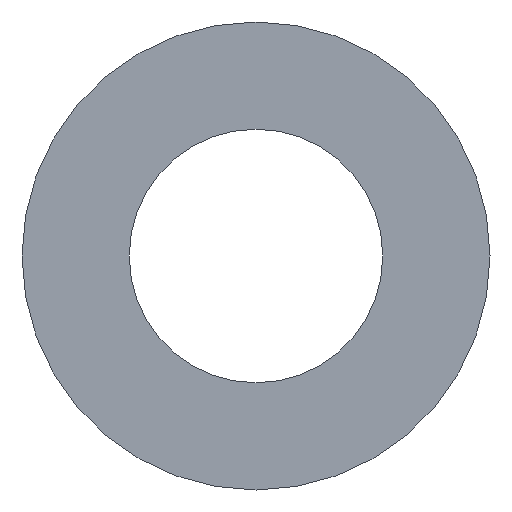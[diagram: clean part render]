
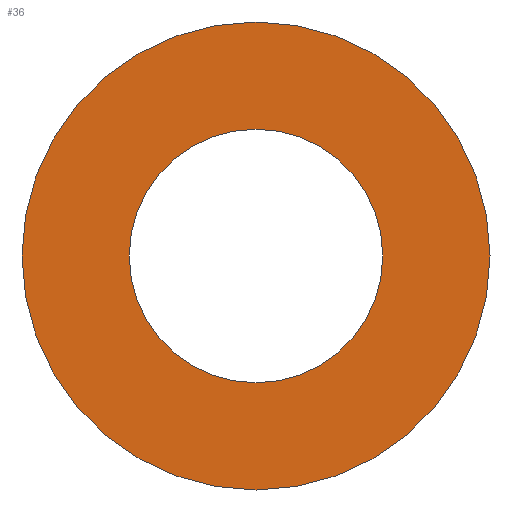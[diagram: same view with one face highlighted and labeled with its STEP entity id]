
A CAD part, front view. The second image highlights one B-rep face of the part: STEP entity #36.
In plain terms, the highlighted planar face has unit normal (0, -1, 0).
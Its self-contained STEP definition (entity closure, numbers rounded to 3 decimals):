
#4 = CIRCLE ( 'NONE', #226, 6.5 ) ;
#8 = EDGE_LOOP ( 'NONE', ( #120, #237 ) ) ;
#9 = CARTESIAN_POINT ( 'NONE',  ( 0., -1.5, 0. ) ) ;
#13 = DIRECTION ( 'NONE',  ( 0., 1., 0. ) ) ;
#14 = CIRCLE ( 'NONE', #201, 12. ) ;
#24 = VERTEX_POINT ( 'NONE', #78 ) ;
#27 = DIRECTION ( 'NONE',  ( 0., 1., 0. ) ) ;
#29 = CARTESIAN_POINT ( 'NONE',  ( 0., -1.5, 6.5 ) ) ;
#36 = ADVANCED_FACE ( 'NONE', ( #155, #199 ), #62, .F. ) ;
#48 = CARTESIAN_POINT ( 'NONE',  ( 0., -1.5, 0. ) ) ;
#53 = CIRCLE ( 'NONE', #235, 12. ) ;
#56 = AXIS2_PLACEMENT_3D ( 'NONE', #145, #27, #186 ) ;
#57 = CIRCLE ( 'NONE', #89, 6.5 ) ;
#61 = DIRECTION ( 'NONE',  ( 0., 0., 1. ) ) ;
#62 = PLANE ( 'NONE',  #56 ) ;
#67 = CARTESIAN_POINT ( 'NONE',  ( 0., -1.5, 0. ) ) ;
#78 = CARTESIAN_POINT ( 'NONE',  ( 0., -1.5, -12. ) ) ;
#89 = AXIS2_PLACEMENT_3D ( 'NONE', #67, #241, #208 ) ;
#98 = VERTEX_POINT ( 'NONE', #29 ) ;
#101 = EDGE_CURVE ( 'NONE', #129, #98, #57, .T. ) ;
#112 = DIRECTION ( 'NONE',  ( 0., 0., 1. ) ) ;
#120 = ORIENTED_EDGE ( 'NONE', *, *, #153, .T. ) ;
#122 = CARTESIAN_POINT ( 'NONE',  ( 0., -1.5, 0. ) ) ;
#128 = DIRECTION ( 'NONE',  ( 0., 1., 0. ) ) ;
#129 = VERTEX_POINT ( 'NONE', #246 ) ;
#145 = CARTESIAN_POINT ( 'NONE',  ( 6.5, -1.5, 0. ) ) ;
#153 = EDGE_CURVE ( 'NONE', #98, #129, #4, .T. ) ;
#155 = FACE_OUTER_BOUND ( 'NONE', #217, .T. ) ;
#158 = VERTEX_POINT ( 'NONE', #160 ) ;
#160 = CARTESIAN_POINT ( 'NONE',  ( 0., -1.5, 12. ) ) ;
#162 = EDGE_CURVE ( 'NONE', #24, #158, #53, .T. ) ;
#167 = DIRECTION ( 'NONE',  ( 0., 1., 0. ) ) ;
#169 = ORIENTED_EDGE ( 'NONE', *, *, #162, .F. ) ;
#186 = DIRECTION ( 'NONE',  ( 0., 0., 1. ) ) ;
#199 = FACE_BOUND ( 'NONE', #8, .T. ) ;
#200 = ORIENTED_EDGE ( 'NONE', *, *, #242, .F. ) ;
#201 = AXIS2_PLACEMENT_3D ( 'NONE', #48, #128, #61 ) ;
#208 = DIRECTION ( 'NONE',  ( 0., 0., 1. ) ) ;
#217 = EDGE_LOOP ( 'NONE', ( #200, #169 ) ) ;
#226 = AXIS2_PLACEMENT_3D ( 'NONE', #9, #13, #112 ) ;
#235 = AXIS2_PLACEMENT_3D ( 'NONE', #122, #167, #245 ) ;
#237 = ORIENTED_EDGE ( 'NONE', *, *, #101, .T. ) ;
#241 = DIRECTION ( 'NONE',  ( 0., 1., 0. ) ) ;
#242 = EDGE_CURVE ( 'NONE', #158, #24, #14, .T. ) ;
#245 = DIRECTION ( 'NONE',  ( 0., 0., 1. ) ) ;
#246 = CARTESIAN_POINT ( 'NONE',  ( 0., -1.5, -6.5 ) ) ;
